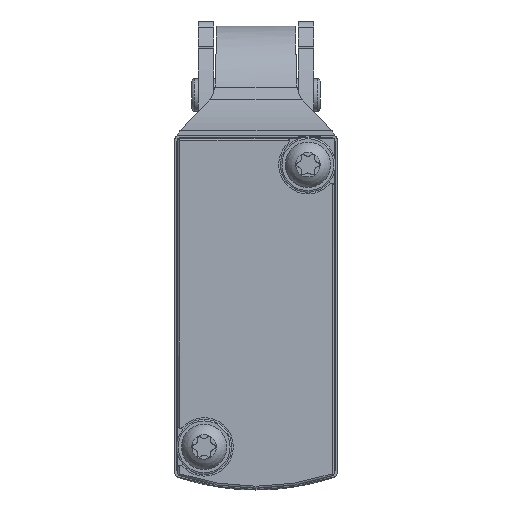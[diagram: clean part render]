
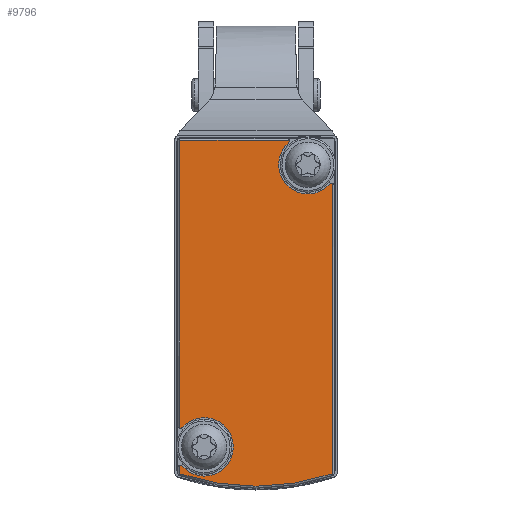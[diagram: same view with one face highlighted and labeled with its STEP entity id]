
A CAD part, front view. The second image highlights one B-rep face of the part: STEP entity #9796.
In plain terms, the highlighted planar face has unit normal (0, -1, 0).
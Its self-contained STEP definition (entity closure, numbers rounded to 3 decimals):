
#129=CIRCLE('',#10336,0.4);
#130=CIRCLE('',#10337,3.6);
#131=CIRCLE('',#10338,0.4);
#132=CIRCLE('',#10339,29.537);
#133=CIRCLE('',#10340,0.4);
#134=CIRCLE('',#10341,3.6);
#135=CIRCLE('',#10342,0.4);
#1042=LINE('',#14263,#1591);
#1043=LINE('',#14272,#1592);
#1044=LINE('',#14276,#1593);
#1045=LINE('',#14284,#1594);
#1591=VECTOR('',#11465,1000.);
#1592=VECTOR('',#11472,1000.);
#1593=VECTOR('',#11475,1000.);
#1594=VECTOR('',#11482,1000.);
#2169=ORIENTED_EDGE('',*,*,#4631,.T.);
#2170=ORIENTED_EDGE('',*,*,#4632,.F.);
#2171=ORIENTED_EDGE('',*,*,#4633,.T.);
#2172=ORIENTED_EDGE('',*,*,#4634,.F.);
#2173=ORIENTED_EDGE('',*,*,#4635,.T.);
#2174=ORIENTED_EDGE('',*,*,#4636,.T.);
#2175=ORIENTED_EDGE('',*,*,#4637,.F.);
#2176=ORIENTED_EDGE('',*,*,#4638,.F.);
#2177=ORIENTED_EDGE('',*,*,#4639,.T.);
#2178=ORIENTED_EDGE('',*,*,#4640,.F.);
#2179=ORIENTED_EDGE('',*,*,#4641,.T.);
#4631=EDGE_CURVE('',#5859,#5860,#1042,.F.);
#4632=EDGE_CURVE('',#5861,#5860,#129,.T.);
#4633=EDGE_CURVE('',#5861,#5862,#130,.T.);
#4634=EDGE_CURVE('',#5863,#5862,#131,.T.);
#4635=EDGE_CURVE('',#5863,#5864,#1043,.F.);
#4636=EDGE_CURVE('',#5864,#5865,#132,.T.);
#4637=EDGE_CURVE('',#5866,#5865,#1044,.F.);
#4638=EDGE_CURVE('',#5867,#5866,#133,.T.);
#4639=EDGE_CURVE('',#5867,#5868,#134,.T.);
#4640=EDGE_CURVE('',#5869,#5868,#135,.T.);
#4641=EDGE_CURVE('',#5869,#5859,#1045,.T.);
#5859=VERTEX_POINT('',#14264);
#5860=VERTEX_POINT('',#14265);
#5861=VERTEX_POINT('',#14267);
#5862=VERTEX_POINT('',#14269);
#5863=VERTEX_POINT('',#14271);
#5864=VERTEX_POINT('',#14273);
#5865=VERTEX_POINT('',#14275);
#5866=VERTEX_POINT('',#14277);
#5867=VERTEX_POINT('',#14279);
#5868=VERTEX_POINT('',#14281);
#5869=VERTEX_POINT('',#14283);
#6718=EDGE_LOOP('',(#2169,#2170,#2171,#2172,#2173,#2174,#2175,#2176,#2177,
#2178,#2179));
#7369=FACE_BOUND('',#6718,.T.);
#8016=PLANE('',#10335);
#9796=ADVANCED_FACE('',(#7369),#8016,.F.);
#10335=AXIS2_PLACEMENT_3D('',#14262,#11463,#11464);
#10336=AXIS2_PLACEMENT_3D('',#14266,#11466,#11467);
#10337=AXIS2_PLACEMENT_3D('',#14268,#11468,#11469);
#10338=AXIS2_PLACEMENT_3D('',#14270,#11470,#11471);
#10339=AXIS2_PLACEMENT_3D('',#14274,#11473,#11474);
#10340=AXIS2_PLACEMENT_3D('',#14278,#11476,#11477);
#10341=AXIS2_PLACEMENT_3D('',#14280,#11478,#11479);
#10342=AXIS2_PLACEMENT_3D('',#14282,#11480,#11481);
#11463=DIRECTION('',(0.,1.,0.));
#11464=DIRECTION('',(0.,0.,1.));
#11465=DIRECTION('',(-1.,0.,0.));
#11466=DIRECTION('',(0.,1.,0.));
#11467=DIRECTION('',(1.,0.,0.));
#11468=DIRECTION('',(0.,1.,0.));
#11469=DIRECTION('',(1.,0.,0.));
#11470=DIRECTION('',(0.,1.,0.));
#11471=DIRECTION('',(1.,0.,0.));
#11472=DIRECTION('',(-1.,0.,0.));
#11473=DIRECTION('',(0.,-1.,0.));
#11474=DIRECTION('',(0.,0.,-1.));
#11475=DIRECTION('',(-1.,0.,0.));
#11476=DIRECTION('',(0.,1.,0.));
#11477=DIRECTION('',(1.,0.,0.));
#11478=DIRECTION('',(0.,1.,0.));
#11479=DIRECTION('',(1.,0.,0.));
#11480=DIRECTION('',(0.,1.,0.));
#11481=DIRECTION('',(1.,0.,0.));
#11482=DIRECTION('',(0.,0.,-1.));
#14262=CARTESIAN_POINT('',(-20.25,-13.2,-9.25));
#14263=CARTESIAN_POINT('',(25.,-13.2,-9.387));
#14264=CARTESIAN_POINT('',(-20.387,-13.2,-9.387));
#14265=CARTESIAN_POINT('',(15.097,-13.2,-9.387));
#14266=CARTESIAN_POINT('',(14.699,-13.2,-9.35));
#14267=CARTESIAN_POINT('',(14.969,-13.2,-9.055));
#14268=CARTESIAN_POINT('',(17.4,-13.2,-6.4));
#14269=CARTESIAN_POINT('',(19.831,-13.2,-9.055));
#14270=CARTESIAN_POINT('',(20.101,-13.2,-9.35));
#14271=CARTESIAN_POINT('',(19.703,-13.2,-9.387));
#14272=CARTESIAN_POINT('',(25.,-13.2,-9.387));
#14273=CARTESIAN_POINT('',(20.722,-13.2,-9.387));
#14274=CARTESIAN_POINT('',(-7.284,-13.2,0.));
#14275=CARTESIAN_POINT('',(20.722,-13.2,9.387));
#14276=CARTESIAN_POINT('',(25.,-13.2,9.387));
#14277=CARTESIAN_POINT('',(-15.097,-13.2,9.387));
#14278=CARTESIAN_POINT('',(-14.699,-13.2,9.35));
#14279=CARTESIAN_POINT('',(-14.969,-13.2,9.055));
#14280=CARTESIAN_POINT('',(-17.4,-13.2,6.4));
#14281=CARTESIAN_POINT('',(-20.055,-13.2,3.969));
#14282=CARTESIAN_POINT('',(-20.35,-13.2,3.699));
#14283=CARTESIAN_POINT('',(-20.387,-13.2,4.097));
#14284=CARTESIAN_POINT('',(-20.387,-13.2,10.));
